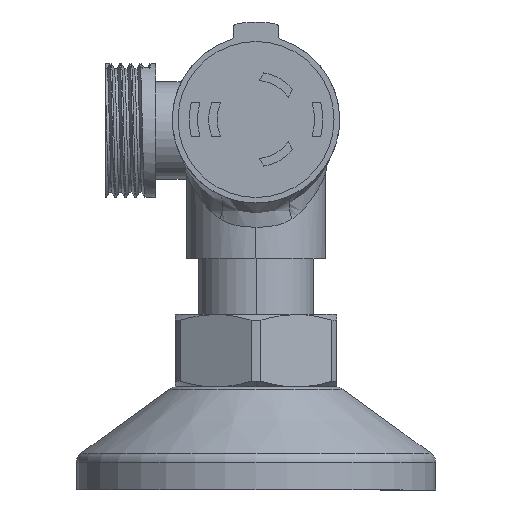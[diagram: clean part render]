
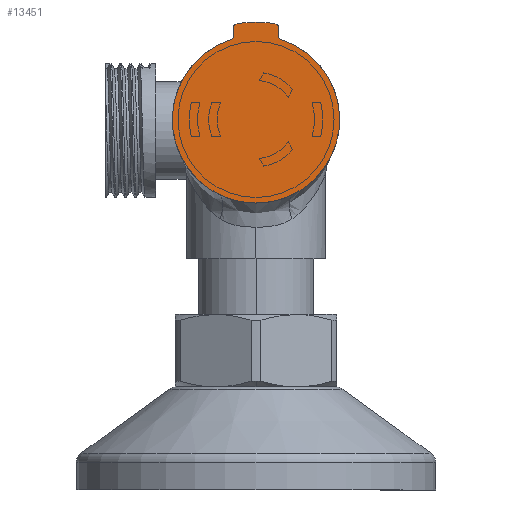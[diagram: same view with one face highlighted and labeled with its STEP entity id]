
A CAD part, left-side view. The second image highlights one B-rep face of the part: STEP entity #13451.
In plain terms, the highlighted planar face has unit normal (-1, 0, 0).
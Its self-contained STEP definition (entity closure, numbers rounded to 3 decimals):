
#429 = FACE_OUTER_BOUND ( 'NONE', #13298, .T. ) ;
#520 = CIRCLE ( 'NONE', #18595, 15. ) ;
#648 = VERTEX_POINT ( 'NONE', #15719 ) ;
#650 = CARTESIAN_POINT ( 'NONE',  ( -130.5, 0., 0. ) ) ;
#729 = AXIS2_PLACEMENT_3D ( 'NONE', #18623, #6208, #15595 ) ;
#904 = CARTESIAN_POINT ( 'NONE',  ( -130.5, 5., 15.199 ) ) ;
#1263 = DIRECTION ( 'NONE',  ( 0., 0., -1. ) ) ;
#1432 = LINE ( 'NONE', #7404, #8709 ) ;
#1548 = AXIS2_PLACEMENT_3D ( 'NONE', #650, #14187, #14386 ) ;
#1722 = DIRECTION ( 'NONE',  ( 0., 0., -1. ) ) ;
#1935 = CARTESIAN_POINT ( 'NONE',  ( -130.5, -4., 14.457 ) ) ;
#2022 = EDGE_CURVE ( 'NONE', #8804, #8732, #12975, .T. ) ;
#2049 = VERTEX_POINT ( 'NONE', #2229 ) ;
#2229 = CARTESIAN_POINT ( 'NONE',  ( -130.5, 0., 17.5 ) ) ;
#2634 = ORIENTED_EDGE ( 'NONE', *, *, #5329, .T. ) ;
#2763 = EDGE_CURVE ( 'NONE', #2049, #3586, #18341, .T. ) ;
#2788 = CARTESIAN_POINT ( 'NONE',  ( -130.5, 4., 16.636 ) ) ;
#3040 = DIRECTION ( 'NONE',  ( -1., 0., 0. ) ) ;
#3134 = AXIS2_PLACEMENT_3D ( 'NONE', #12853, #14750, #5191 ) ;
#3161 = ORIENTED_EDGE ( 'NONE', *, *, #2763, .T. ) ;
#3258 = DIRECTION ( 'NONE',  ( 1., 0., 0. ) ) ;
#3586 = VERTEX_POINT ( 'NONE', #6835 ) ;
#4101 = EDGE_CURVE ( 'NONE', #14772, #8732, #520, .T. ) ;
#4278 = AXIS2_PLACEMENT_3D ( 'NONE', #904, #16060, #17474 ) ;
#4516 = CIRCLE ( 'NONE', #15472, 17.5 ) ;
#4578 = AXIS2_PLACEMENT_3D ( 'NONE', #8102, #3258, #9420 ) ;
#4674 = CARTESIAN_POINT ( 'NONE',  ( -130.5, 4.688, 14.249 ) ) ;
#5191 = DIRECTION ( 'NONE',  ( 0., 0., -1. ) ) ;
#5257 = CIRCLE ( 'NONE', #729, 0.5 ) ;
#5329 = EDGE_CURVE ( 'NONE', #8360, #648, #5257, .T. ) ;
#6014 = CARTESIAN_POINT ( 'NONE',  ( -130.5, 0., 0. ) ) ;
#6183 = CARTESIAN_POINT ( 'NONE',  ( -130.5, 4., 15.199 ) ) ;
#6208 = DIRECTION ( 'NONE',  ( -1., 0., 0. ) ) ;
#6575 = LINE ( 'NONE', #1935, #8343 ) ;
#6648 = ORIENTED_EDGE ( 'NONE', *, *, #13137, .T. ) ;
#6695 = EDGE_CURVE ( 'NONE', #6742, #8360, #6575, .T. ) ;
#6742 = VERTEX_POINT ( 'NONE', #16066 ) ;
#6835 = CARTESIAN_POINT ( 'NONE',  ( -130.5, 3.603, 17.125 ) ) ;
#7145 = ORIENTED_EDGE ( 'NONE', *, *, #10409, .T. ) ;
#7404 = CARTESIAN_POINT ( 'NONE',  ( -130.5, 4., 17.037 ) ) ;
#8102 = CARTESIAN_POINT ( 'NONE',  ( -130.5, 0., 0. ) ) ;
#8343 = VECTOR ( 'NONE', #12725, 1000. ) ;
#8359 = CARTESIAN_POINT ( 'NONE',  ( -130.5, -4.688, 14.249 ) ) ;
#8360 = VERTEX_POINT ( 'NONE', #16658 ) ;
#8416 = CIRCLE ( 'NONE', #15525, 0.5 ) ;
#8637 = DIRECTION ( 'NONE',  ( 0., 0., -1. ) ) ;
#8709 = VECTOR ( 'NONE', #18211, 1000. ) ;
#8732 = VERTEX_POINT ( 'NONE', #4674 ) ;
#8804 = VERTEX_POINT ( 'NONE', #6183 ) ;
#9420 = DIRECTION ( 'NONE',  ( 0., 1., 0. ) ) ;
#10409 = EDGE_CURVE ( 'NONE', #14772, #6742, #15096, .T. ) ;
#11020 = EDGE_CURVE ( 'NONE', #648, #2049, #4516, .T. ) ;
#11406 = EDGE_CURVE ( 'NONE', #16678, #8804, #1432, .T. ) ;
#12058 = DIRECTION ( 'NONE',  ( -1., 0., 0. ) ) ;
#12725 = DIRECTION ( 'NONE',  ( 0., 0., 1. ) ) ;
#12853 = CARTESIAN_POINT ( 'NONE',  ( -130.5, -5., 15.199 ) ) ;
#12975 = CIRCLE ( 'NONE', #4278, 1. ) ;
#13137 = EDGE_CURVE ( 'NONE', #3586, #16678, #8416, .T. ) ;
#13298 = EDGE_LOOP ( 'NONE', ( #14871, #3161, #6648, #17536, #14716, #15300, #7145, #18234, #2634 ) ) ;
#13451 = ADVANCED_FACE ( 'NONE', ( #429 ), #17104, .F. ) ;
#14187 = DIRECTION ( 'NONE',  ( -1., 0., 0. ) ) ;
#14386 = DIRECTION ( 'NONE',  ( 0., 0., -1. ) ) ;
#14716 = ORIENTED_EDGE ( 'NONE', *, *, #2022, .T. ) ;
#14750 = DIRECTION ( 'NONE',  ( 1., 0., 0. ) ) ;
#14772 = VERTEX_POINT ( 'NONE', #8359 ) ;
#14871 = ORIENTED_EDGE ( 'NONE', *, *, #11020, .T. ) ;
#15096 = CIRCLE ( 'NONE', #3134, 1. ) ;
#15300 = ORIENTED_EDGE ( 'NONE', *, *, #4101, .F. ) ;
#15472 = AXIS2_PLACEMENT_3D ( 'NONE', #6014, #12058, #1263 ) ;
#15525 = AXIS2_PLACEMENT_3D ( 'NONE', #18790, #3040, #1722 ) ;
#15595 = DIRECTION ( 'NONE',  ( 0., 0., -1. ) ) ;
#15719 = CARTESIAN_POINT ( 'NONE',  ( -130.5, -3.603, 17.125 ) ) ;
#16060 = DIRECTION ( 'NONE',  ( 1., 0., 0. ) ) ;
#16066 = CARTESIAN_POINT ( 'NONE',  ( -130.5, -4., 15.199 ) ) ;
#16658 = CARTESIAN_POINT ( 'NONE',  ( -130.5, -4., 16.636 ) ) ;
#16678 = VERTEX_POINT ( 'NONE', #2788 ) ;
#17104 = PLANE ( 'NONE',  #4578 ) ;
#17474 = DIRECTION ( 'NONE',  ( 0., 0., -1. ) ) ;
#17536 = ORIENTED_EDGE ( 'NONE', *, *, #11406, .T. ) ;
#17835 = CARTESIAN_POINT ( 'NONE',  ( -130.5, 0., 0. ) ) ;
#17934 = DIRECTION ( 'NONE',  ( 1., 0., 0. ) ) ;
#18211 = DIRECTION ( 'NONE',  ( 0., 0., -1. ) ) ;
#18234 = ORIENTED_EDGE ( 'NONE', *, *, #6695, .T. ) ;
#18341 = CIRCLE ( 'NONE', #1548, 17.5 ) ;
#18595 = AXIS2_PLACEMENT_3D ( 'NONE', #17835, #17934, #8637 ) ;
#18623 = CARTESIAN_POINT ( 'NONE',  ( -130.5, -3.5, 16.636 ) ) ;
#18790 = CARTESIAN_POINT ( 'NONE',  ( -130.5, 3.5, 16.636 ) ) ;
